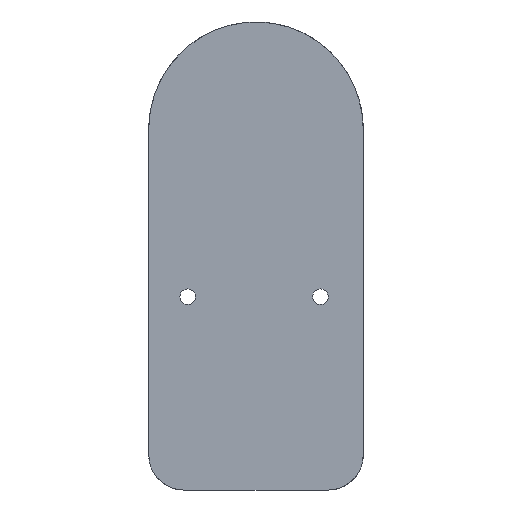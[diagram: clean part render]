
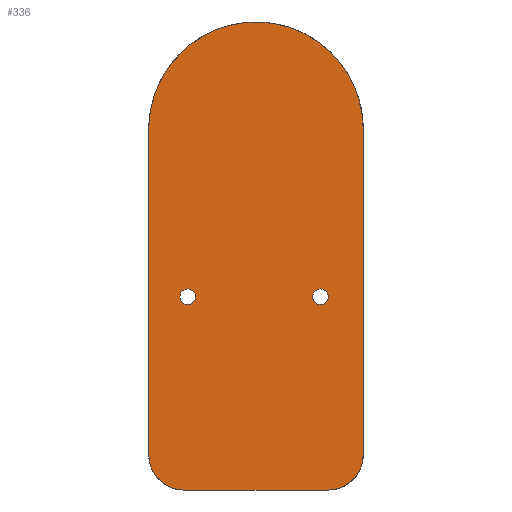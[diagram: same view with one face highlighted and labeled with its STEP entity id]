
A CAD part, left-side view. The second image highlights one B-rep face of the part: STEP entity #336.
In plain terms, the highlighted planar face has unit normal (-1, 0, 0).
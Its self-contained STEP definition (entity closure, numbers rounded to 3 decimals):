
#16=ELLIPSE('',#379,27.57,27.5);
#25=FACE_BOUND('',#71,.T.);
#26=FACE_BOUND('',#72,.T.);
#30=PLANE('',#378);
#48=FACE_OUTER_BOUND('',#70,.T.);
#70=EDGE_LOOP('',(#292,#293,#294,#295,#296,#297));
#71=EDGE_LOOP('',(#298));
#72=EDGE_LOOP('',(#299));
#103=LINE('',#1188,#112);
#107=LINE('',#1218,#116);
#108=LINE('',#1239,#117);
#112=VECTOR('',#420,10.);
#116=VECTOR('',#436,10.);
#117=VECTOR('',#445,10.);
#126=CIRCLE('',#367,2.);
#128=CIRCLE('',#371,2.);
#129=CIRCLE('',#373,9.);
#131=CIRCLE('',#377,9.);
#153=VERTEX_POINT('',#1166);
#155=VERTEX_POINT('',#1172);
#156=VERTEX_POINT('',#1187);
#157=VERTEX_POINT('',#1206);
#158=VERTEX_POINT('',#1210);
#160=VERTEX_POINT('',#1216);
#161=VERTEX_POINT('',#1220);
#162=VERTEX_POINT('',#1237);
#194=EDGE_CURVE('',#153,#153,#126,.T.);
#198=EDGE_CURVE('',#156,#155,#103,.T.);
#200=EDGE_CURVE('',#157,#157,#128,.T.);
#203=EDGE_CURVE('',#155,#158,#129,.T.);
#206=EDGE_CURVE('',#160,#158,#107,.T.);
#208=EDGE_CURVE('',#160,#161,#131,.T.);
#209=EDGE_CURVE('',#162,#156,#16,.T.);
#210=EDGE_CURVE('',#161,#162,#108,.T.);
#292=ORIENTED_EDGE('',*,*,#209,.T.);
#293=ORIENTED_EDGE('',*,*,#198,.T.);
#294=ORIENTED_EDGE('',*,*,#203,.T.);
#295=ORIENTED_EDGE('',*,*,#206,.F.);
#296=ORIENTED_EDGE('',*,*,#208,.T.);
#297=ORIENTED_EDGE('',*,*,#210,.T.);
#298=ORIENTED_EDGE('',*,*,#194,.T.);
#299=ORIENTED_EDGE('',*,*,#200,.T.);
#336=ADVANCED_FACE('',(#48,#25,#26),#30,.T.);
#367=AXIS2_PLACEMENT_3D('',#1167,#413,#414);
#371=AXIS2_PLACEMENT_3D('',#1207,#423,#424);
#373=AXIS2_PLACEMENT_3D('',#1212,#429,#430);
#377=AXIS2_PLACEMENT_3D('',#1235,#439,#440);
#378=AXIS2_PLACEMENT_3D('',#1236,#441,#442);
#379=AXIS2_PLACEMENT_3D('',#1238,#443,#444);
#413=DIRECTION('center_axis',(1.,0.,0.));
#414=DIRECTION('ref_axis',(0.,-1.,0.));
#420=DIRECTION('',(0.,0.,-1.));
#423=DIRECTION('center_axis',(1.,0.,0.));
#424=DIRECTION('ref_axis',(0.,-1.,0.));
#429=DIRECTION('center_axis',(-1.,0.,0.));
#430=DIRECTION('ref_axis',(0.,0.707,-0.707));
#436=DIRECTION('',(0.,1.,0.));
#439=DIRECTION('center_axis',(-1.,0.,0.));
#440=DIRECTION('ref_axis',(0.,-0.707,-0.707));
#441=DIRECTION('center_axis',(-1.,0.,0.));
#442=DIRECTION('ref_axis',(0.,0.,1.));
#443=DIRECTION('center_axis',(-1.,0.,0.));
#444=DIRECTION('ref_axis',(0.,0.,1.));
#445=DIRECTION('',(0.,0.,1.));
#1166=CARTESIAN_POINT('',(390.,-14.5,-34.951));
#1167=CARTESIAN_POINT('Origin',(390.,-16.5,-34.951));
#1172=CARTESIAN_POINT('',(390.,27.5,-75.5));
#1187=CARTESIAN_POINT('',(390.,27.5,7.93));
#1188=CARTESIAN_POINT('',(390.,27.5,45.5));
#1206=CARTESIAN_POINT('',(390.,19.5,-34.951));
#1207=CARTESIAN_POINT('Origin',(390.,17.5,-34.951));
#1210=CARTESIAN_POINT('',(390.,18.5,-84.5));
#1212=CARTESIAN_POINT('Origin',(390.,18.5,-75.5));
#1216=CARTESIAN_POINT('',(390.,-18.5,-84.5));
#1218=CARTESIAN_POINT('',(390.,0.,-84.5));
#1220=CARTESIAN_POINT('',(390.,-27.5,-75.5));
#1235=CARTESIAN_POINT('Origin',(390.,-18.5,-75.5));
#1236=CARTESIAN_POINT('Origin',(390.,27.5,45.5));
#1237=CARTESIAN_POINT('',(390.,-27.5,7.93));
#1238=CARTESIAN_POINT('Origin',(390.,0.,7.93));
#1239=CARTESIAN_POINT('',(390.,-27.5,-29.5));
